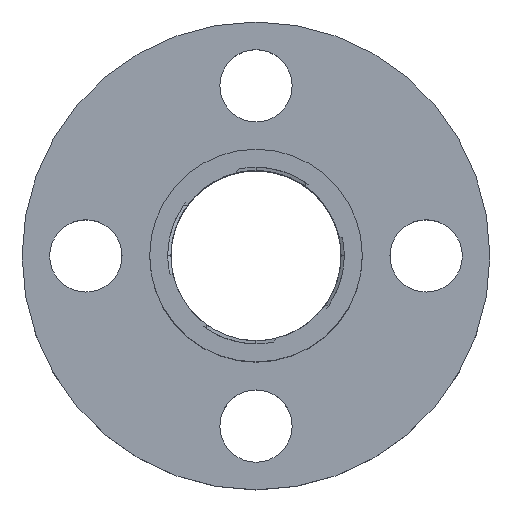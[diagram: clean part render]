
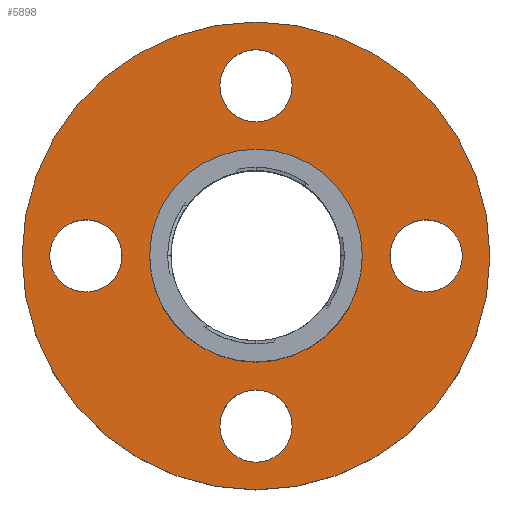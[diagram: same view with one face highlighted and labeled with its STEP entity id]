
A CAD part, top view. The second image highlights one B-rep face of the part: STEP entity #5898.
In plain terms, the highlighted planar face has unit normal (0, 0, 1).
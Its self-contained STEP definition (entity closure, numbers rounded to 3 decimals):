
#43 = CYLINDRICAL_SURFACE('',#44,5.);
#44 = AXIS2_PLACEMENT_3D('',#45,#46,#47);
#45 = CARTESIAN_POINT('',(0.,0.,15.));
#46 = DIRECTION('',(0.,0.,-1.));
#47 = DIRECTION('',(-1.,0.,0.));
#2006 = VERTEX_POINT('',#2007);
#2007 = CARTESIAN_POINT('',(-5.,0.,5.));
#2028 = EDGE_CURVE('',#2006,#2006,#2029,.T.);
#2029 = SURFACE_CURVE('',#2030,(#2035,#2042),.PCURVE_S1.);
#2030 = CIRCLE('',#2031,5.);
#2031 = AXIS2_PLACEMENT_3D('',#2032,#2033,#2034);
#2032 = CARTESIAN_POINT('',(0.,0.,5.));
#2033 = DIRECTION('',(0.,0.,1.));
#2034 = DIRECTION('',(-1.,0.,0.));
#2035 = PCURVE('',#43,#2036);
#2036 = DEFINITIONAL_REPRESENTATION('',(#2037),#2041);
#2037 = LINE('',#2038,#2039);
#2038 = CARTESIAN_POINT('',(-0.,10.));
#2039 = VECTOR('',#2040,1.);
#2040 = DIRECTION('',(-1.,0.));
#2041 = ( GEOMETRIC_REPRESENTATION_CONTEXT(2) 
PARAMETRIC_REPRESENTATION_CONTEXT() REPRESENTATION_CONTEXT('2D SPACE',''
  ) );
#2042 = PCURVE('',#2043,#2048);
#2043 = PLANE('',#2044);
#2044 = AXIS2_PLACEMENT_3D('',#2045,#2046,#2047);
#2045 = CARTESIAN_POINT('',(0.,0.,5.));
#2046 = DIRECTION('',(0.,0.,1.));
#2047 = DIRECTION('',(-1.,0.,-0.));
#2048 = DEFINITIONAL_REPRESENTATION('',(#2049),#2053);
#2049 = CIRCLE('',#2050,5.);
#2050 = AXIS2_PLACEMENT_2D('',#2051,#2052);
#2051 = CARTESIAN_POINT('',(0.,0.));
#2052 = DIRECTION('',(1.,-0.));
#2053 = ( GEOMETRIC_REPRESENTATION_CONTEXT(2) 
PARAMETRIC_REPRESENTATION_CONTEXT() REPRESENTATION_CONTEXT('2D SPACE',''
  ) );
#5898 = ADVANCED_FACE('',(#5899,#5930,#5961,#5992,#6023,#6026),#2043,.T.
  );
#5899 = FACE_BOUND('',#5900,.F.);
#5900 = EDGE_LOOP('',(#5901));
#5901 = ORIENTED_EDGE('',*,*,#5902,.F.);
#5902 = EDGE_CURVE('',#5903,#5903,#5905,.T.);
#5903 = VERTEX_POINT('',#5904);
#5904 = CARTESIAN_POINT('',(-11.,0.,5.));
#5905 = SURFACE_CURVE('',#5906,(#5911,#5918),.PCURVE_S1.);
#5906 = CIRCLE('',#5907,11.);
#5907 = AXIS2_PLACEMENT_3D('',#5908,#5909,#5910);
#5908 = CARTESIAN_POINT('',(0.,0.,5.));
#5909 = DIRECTION('',(0.,0.,1.));
#5910 = DIRECTION('',(-1.,0.,0.));
#5911 = PCURVE('',#2043,#5912);
#5912 = DEFINITIONAL_REPRESENTATION('',(#5913),#5917);
#5913 = CIRCLE('',#5914,11.);
#5914 = AXIS2_PLACEMENT_2D('',#5915,#5916);
#5915 = CARTESIAN_POINT('',(0.,0.));
#5916 = DIRECTION('',(1.,-0.));
#5917 = ( GEOMETRIC_REPRESENTATION_CONTEXT(2) 
PARAMETRIC_REPRESENTATION_CONTEXT() REPRESENTATION_CONTEXT('2D SPACE',''
  ) );
#5918 = PCURVE('',#5919,#5924);
#5919 = CYLINDRICAL_SURFACE('',#5920,11.);
#5920 = AXIS2_PLACEMENT_3D('',#5921,#5922,#5923);
#5921 = CARTESIAN_POINT('',(0.,0.,5.));
#5922 = DIRECTION('',(0.,0.,-1.));
#5923 = DIRECTION('',(-1.,0.,0.));
#5924 = DEFINITIONAL_REPRESENTATION('',(#5925),#5929);
#5925 = LINE('',#5926,#5927);
#5926 = CARTESIAN_POINT('',(-0.,0.));
#5927 = VECTOR('',#5928,1.);
#5928 = DIRECTION('',(-1.,0.));
#5929 = ( GEOMETRIC_REPRESENTATION_CONTEXT(2) 
PARAMETRIC_REPRESENTATION_CONTEXT() REPRESENTATION_CONTEXT('2D SPACE',''
  ) );
#5930 = FACE_BOUND('',#5931,.F.);
#5931 = EDGE_LOOP('',(#5932));
#5932 = ORIENTED_EDGE('',*,*,#5933,.T.);
#5933 = EDGE_CURVE('',#5934,#5934,#5936,.T.);
#5934 = VERTEX_POINT('',#5935);
#5935 = CARTESIAN_POINT('',(0.,9.7,5.));
#5936 = SURFACE_CURVE('',#5937,(#5942,#5949),.PCURVE_S1.);
#5937 = CIRCLE('',#5938,1.7);
#5938 = AXIS2_PLACEMENT_3D('',#5939,#5940,#5941);
#5939 = CARTESIAN_POINT('',(0.,8.,5.));
#5940 = DIRECTION('',(0.,0.,1.));
#5941 = DIRECTION('',(0.,1.,0.));
#5942 = PCURVE('',#2043,#5943);
#5943 = DEFINITIONAL_REPRESENTATION('',(#5944),#5948);
#5944 = CIRCLE('',#5945,1.7);
#5945 = AXIS2_PLACEMENT_2D('',#5946,#5947);
#5946 = CARTESIAN_POINT('',(0.,-8.));
#5947 = DIRECTION('',(-0.,-1.));
#5948 = ( GEOMETRIC_REPRESENTATION_CONTEXT(2) 
PARAMETRIC_REPRESENTATION_CONTEXT() REPRESENTATION_CONTEXT('2D SPACE',''
  ) );
#5949 = PCURVE('',#5950,#5955);
#5950 = CYLINDRICAL_SURFACE('',#5951,1.7);
#5951 = AXIS2_PLACEMENT_3D('',#5952,#5953,#5954);
#5952 = CARTESIAN_POINT('',(0.,8.,5.));
#5953 = DIRECTION('',(0.,0.,1.));
#5954 = DIRECTION('',(0.,1.,0.));
#5955 = DEFINITIONAL_REPRESENTATION('',(#5956),#5960);
#5956 = LINE('',#5957,#5958);
#5957 = CARTESIAN_POINT('',(0.,0.));
#5958 = VECTOR('',#5959,1.);
#5959 = DIRECTION('',(1.,0.));
#5960 = ( GEOMETRIC_REPRESENTATION_CONTEXT(2) 
PARAMETRIC_REPRESENTATION_CONTEXT() REPRESENTATION_CONTEXT('2D SPACE',''
  ) );
#5961 = FACE_BOUND('',#5962,.F.);
#5962 = EDGE_LOOP('',(#5963));
#5963 = ORIENTED_EDGE('',*,*,#5964,.T.);
#5964 = EDGE_CURVE('',#5965,#5965,#5967,.T.);
#5965 = VERTEX_POINT('',#5966);
#5966 = CARTESIAN_POINT('',(9.7,0.,5.));
#5967 = SURFACE_CURVE('',#5968,(#5973,#5980),.PCURVE_S1.);
#5968 = CIRCLE('',#5969,1.7);
#5969 = AXIS2_PLACEMENT_3D('',#5970,#5971,#5972);
#5970 = CARTESIAN_POINT('',(8.,0.,5.));
#5971 = DIRECTION('',(-0.,0.,1.));
#5972 = DIRECTION('',(1.,0.,0.));
#5973 = PCURVE('',#2043,#5974);
#5974 = DEFINITIONAL_REPRESENTATION('',(#5975),#5979);
#5975 = CIRCLE('',#5976,1.7);
#5976 = AXIS2_PLACEMENT_2D('',#5977,#5978);
#5977 = CARTESIAN_POINT('',(-8.,0.));
#5978 = DIRECTION('',(-1.,0.));
#5979 = ( GEOMETRIC_REPRESENTATION_CONTEXT(2) 
PARAMETRIC_REPRESENTATION_CONTEXT() REPRESENTATION_CONTEXT('2D SPACE',''
  ) );
#5980 = PCURVE('',#5981,#5986);
#5981 = CYLINDRICAL_SURFACE('',#5982,1.7);
#5982 = AXIS2_PLACEMENT_3D('',#5983,#5984,#5985);
#5983 = CARTESIAN_POINT('',(8.,0.,5.));
#5984 = DIRECTION('',(-0.,0.,1.));
#5985 = DIRECTION('',(1.,0.,-0.));
#5986 = DEFINITIONAL_REPRESENTATION('',(#5987),#5991);
#5987 = LINE('',#5988,#5989);
#5988 = CARTESIAN_POINT('',(0.,0.));
#5989 = VECTOR('',#5990,1.);
#5990 = DIRECTION('',(1.,0.));
#5991 = ( GEOMETRIC_REPRESENTATION_CONTEXT(2) 
PARAMETRIC_REPRESENTATION_CONTEXT() REPRESENTATION_CONTEXT('2D SPACE',''
  ) );
#5992 = FACE_BOUND('',#5993,.F.);
#5993 = EDGE_LOOP('',(#5994));
#5994 = ORIENTED_EDGE('',*,*,#5995,.T.);
#5995 = EDGE_CURVE('',#5996,#5996,#5998,.T.);
#5996 = VERTEX_POINT('',#5997);
#5997 = CARTESIAN_POINT('',(-9.7,0.,5.));
#5998 = SURFACE_CURVE('',#5999,(#6004,#6011),.PCURVE_S1.);
#5999 = CIRCLE('',#6000,1.7);
#6000 = AXIS2_PLACEMENT_3D('',#6001,#6002,#6003);
#6001 = CARTESIAN_POINT('',(-8.,0.,5.));
#6002 = DIRECTION('',(0.,0.,1.));
#6003 = DIRECTION('',(-1.,0.,0.));
#6004 = PCURVE('',#2043,#6005);
#6005 = DEFINITIONAL_REPRESENTATION('',(#6006),#6010);
#6006 = CIRCLE('',#6007,1.7);
#6007 = AXIS2_PLACEMENT_2D('',#6008,#6009);
#6008 = CARTESIAN_POINT('',(8.,0.));
#6009 = DIRECTION('',(1.,-0.));
#6010 = ( GEOMETRIC_REPRESENTATION_CONTEXT(2) 
PARAMETRIC_REPRESENTATION_CONTEXT() REPRESENTATION_CONTEXT('2D SPACE',''
  ) );
#6011 = PCURVE('',#6012,#6017);
#6012 = CYLINDRICAL_SURFACE('',#6013,1.7);
#6013 = AXIS2_PLACEMENT_3D('',#6014,#6015,#6016);
#6014 = CARTESIAN_POINT('',(-8.,0.,5.));
#6015 = DIRECTION('',(0.,0.,1.));
#6016 = DIRECTION('',(-1.,0.,0.));
#6017 = DEFINITIONAL_REPRESENTATION('',(#6018),#6022);
#6018 = LINE('',#6019,#6020);
#6019 = CARTESIAN_POINT('',(0.,0.));
#6020 = VECTOR('',#6021,1.);
#6021 = DIRECTION('',(1.,0.));
#6022 = ( GEOMETRIC_REPRESENTATION_CONTEXT(2) 
PARAMETRIC_REPRESENTATION_CONTEXT() REPRESENTATION_CONTEXT('2D SPACE',''
  ) );
#6023 = FACE_BOUND('',#6024,.F.);
#6024 = EDGE_LOOP('',(#6025));
#6025 = ORIENTED_EDGE('',*,*,#2028,.T.);
#6026 = FACE_BOUND('',#6027,.F.);
#6027 = EDGE_LOOP('',(#6028));
#6028 = ORIENTED_EDGE('',*,*,#6029,.T.);
#6029 = EDGE_CURVE('',#6030,#6030,#6032,.T.);
#6030 = VERTEX_POINT('',#6031);
#6031 = CARTESIAN_POINT('',(0.,-9.7,5.));
#6032 = SURFACE_CURVE('',#6033,(#6038,#6045),.PCURVE_S1.);
#6033 = CIRCLE('',#6034,1.7);
#6034 = AXIS2_PLACEMENT_3D('',#6035,#6036,#6037);
#6035 = CARTESIAN_POINT('',(0.,-8.,5.));
#6036 = DIRECTION('',(0.,0.,1.));
#6037 = DIRECTION('',(0.,-1.,0.));
#6038 = PCURVE('',#2043,#6039);
#6039 = DEFINITIONAL_REPRESENTATION('',(#6040),#6044);
#6040 = CIRCLE('',#6041,1.7);
#6041 = AXIS2_PLACEMENT_2D('',#6042,#6043);
#6042 = CARTESIAN_POINT('',(0.,8.));
#6043 = DIRECTION('',(-0.,1.));
#6044 = ( GEOMETRIC_REPRESENTATION_CONTEXT(2) 
PARAMETRIC_REPRESENTATION_CONTEXT() REPRESENTATION_CONTEXT('2D SPACE',''
  ) );
#6045 = PCURVE('',#6046,#6051);
#6046 = CYLINDRICAL_SURFACE('',#6047,1.7);
#6047 = AXIS2_PLACEMENT_3D('',#6048,#6049,#6050);
#6048 = CARTESIAN_POINT('',(0.,-8.,5.));
#6049 = DIRECTION('',(0.,0.,1.));
#6050 = DIRECTION('',(0.,-1.,0.));
#6051 = DEFINITIONAL_REPRESENTATION('',(#6052),#6056);
#6052 = LINE('',#6053,#6054);
#6053 = CARTESIAN_POINT('',(0.,0.));
#6054 = VECTOR('',#6055,1.);
#6055 = DIRECTION('',(1.,0.));
#6056 = ( GEOMETRIC_REPRESENTATION_CONTEXT(2) 
PARAMETRIC_REPRESENTATION_CONTEXT() REPRESENTATION_CONTEXT('2D SPACE',''
  ) );
